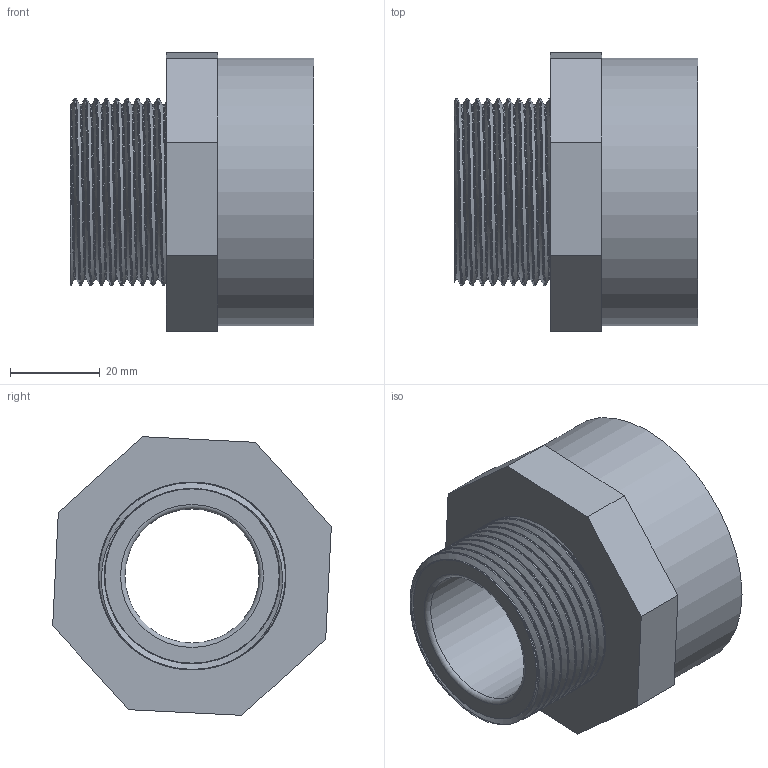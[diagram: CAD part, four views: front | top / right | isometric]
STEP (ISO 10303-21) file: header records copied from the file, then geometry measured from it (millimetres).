
FILE_DESCRIPTION(/* description */ (''),/* implementation_level */ '2;1');
FILE_NAME(/* name */ 'RE21040F.ipt.stp',/* time_stamp */ '2017-01-25T09:27:28+01:00',/* author */ ('Eugenio'),/* organization */ (''),/* preprocessor_version */ 'ST-DEVELOPER v16.5',/* originating_system */ 'Autodesk Inventor 2017',/* authorisation */ '');
FILE_SCHEMA (('AUTOMOTIVE_DESIGN { 1 0 10303 214 3 1 1 }'));
Length unit declared in the file: millimetre
Products named in the file (1): RE21040F
Bounding box: 54.4 x 62.19 x 62.19 mm (x, y, z)
Volume: 64060.8 mm3; surface area: 36161.7 mm2
Topology: 3 solids, 3 shells, 39 faces, 88 edges, 58 vertices
Faces by surface type: plane 17, bspline 12, cylinder 8, torus 2
Full cylindrical faces by diameter (mm): 29.91 x1, 38.896 x2, 47.8 x2, 59.8 x1
Entity records: 9659 total; most frequent: CARTESIAN_POINT 8871, ORIENTED_EDGE 160, DIRECTION 116, EDGE_CURVE 80, VERTEX_POINT 58, EDGE_LOOP 56, AXIS2_PLACEMENT_3D 46, FACE_OUTER_BOUND 39
